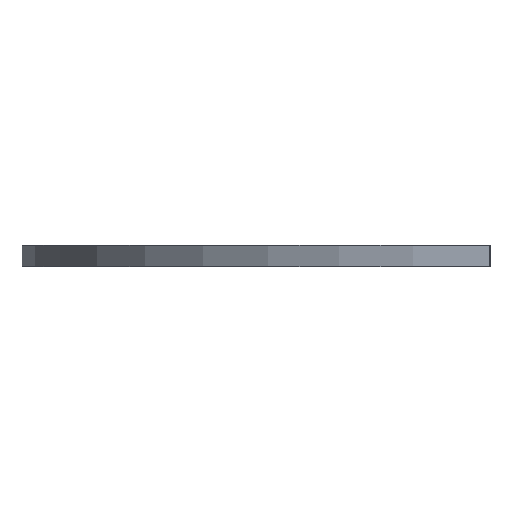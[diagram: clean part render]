
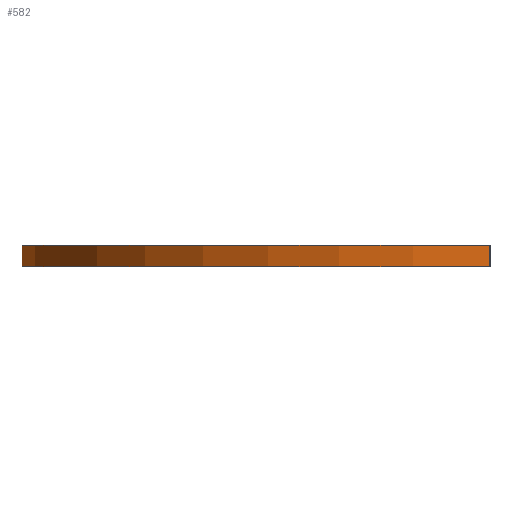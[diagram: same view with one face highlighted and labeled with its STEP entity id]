
A CAD part, left-side view. The second image highlights one B-rep face of the part: STEP entity #582.
In plain terms, the highlighted cylindrical face has radius 67.5 mm (diameter 135 mm), a partial arc.
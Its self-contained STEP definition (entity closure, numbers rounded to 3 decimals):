
#60=FACE_OUTER_BOUND('',#94,.T.);
#94=EDGE_LOOP('',(#499,#500,#501,#502));
#119=LINE('',#945,#161);
#143=LINE('',#1023,#185);
#161=VECTOR('',#755,10.);
#185=VECTOR('',#847,10.);
#191=CIRCLE('',#612,67.5);
#230=CIRCLE('',#672,67.5);
#237=VERTEX_POINT('',#878);
#238=VERTEX_POINT('',#880);
#268=VERTEX_POINT('',#944);
#288=VERTEX_POINT('',#1022);
#297=EDGE_CURVE('',#238,#237,#191,.T.);
#329=EDGE_CURVE('',#268,#238,#119,.T.);
#368=EDGE_CURVE('',#288,#237,#143,.T.);
#369=EDGE_CURVE('',#288,#268,#230,.T.);
#499=ORIENTED_EDGE('',*,*,#297,.T.);
#500=ORIENTED_EDGE('',*,*,#368,.F.);
#501=ORIENTED_EDGE('',*,*,#369,.T.);
#502=ORIENTED_EDGE('',*,*,#329,.T.);
#558=CYLINDRICAL_SURFACE('',#671,67.5);
#582=ADVANCED_FACE('',(#60),#558,.T.);
#612=AXIS2_PLACEMENT_3D('',#881,#695,#696);
#671=AXIS2_PLACEMENT_3D('',#1021,#845,#846);
#672=AXIS2_PLACEMENT_3D('',#1024,#848,#849);
#695=DIRECTION('center_axis',(0.,0.,-1.));
#696=DIRECTION('ref_axis',(1.,-0.03,0.));
#755=DIRECTION('',(0.,0.,1.));
#845=DIRECTION('center_axis',(0.,0.,1.));
#846=DIRECTION('ref_axis',(0.,1.,0.));
#847=DIRECTION('',(0.,0.,1.));
#848=DIRECTION('center_axis',(0.,0.,1.));
#849=DIRECTION('ref_axis',(1.,-0.03,0.));
#878=CARTESIAN_POINT('',(67.47,-2.,3.2));
#880=CARTESIAN_POINT('',(-67.47,-2.,3.2));
#881=CARTESIAN_POINT('Origin',(0.,0.,3.2));
#944=CARTESIAN_POINT('',(-67.47,-2.,0.));
#945=CARTESIAN_POINT('',(-67.47,-2.,0.));
#1021=CARTESIAN_POINT('Origin',(0.,0.,0.));
#1022=CARTESIAN_POINT('',(67.47,-2.,0.));
#1023=CARTESIAN_POINT('',(67.47,-2.,0.));
#1024=CARTESIAN_POINT('Origin',(0.,0.,0.));
